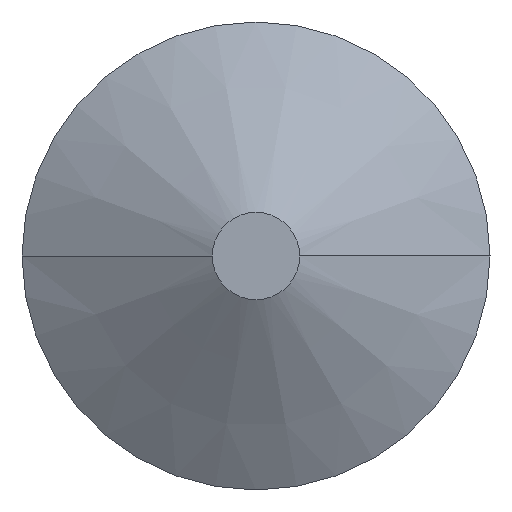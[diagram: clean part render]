
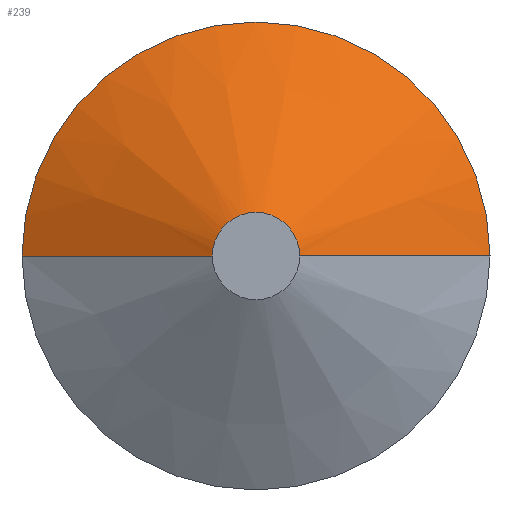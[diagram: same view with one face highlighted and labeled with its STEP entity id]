
A CAD part, front view. The second image highlights one B-rep face of the part: STEP entity #239.
In plain terms, the highlighted conical face has half-angle 60 degrees and reference radius 0.889 mm.
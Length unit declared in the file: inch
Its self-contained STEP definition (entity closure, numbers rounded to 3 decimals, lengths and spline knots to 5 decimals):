
#1 = DIRECTION ( 'NONE',  ( 1., 0., 0. ) ) ;
#10 = CARTESIAN_POINT ( 'NONE',  ( 0.1875, 0.08805, 0. ) ) ;
#13 = EDGE_LOOP ( 'NONE', ( #254, #218, #246, #184 ) ) ;
#21 = LINE ( 'NONE', #203, #201 ) ;
#23 = CONICAL_SURFACE ( 'NONE', #139, 0.035, 1.047 ) ;
#35 = EDGE_CURVE ( 'NONE', #143, #121, #230, .T. ) ;
#38 = EDGE_CURVE ( 'NONE', #121, #198, #142, .T. ) ;
#45 = DIRECTION ( 'NONE',  ( 1., 0., 0. ) ) ;
#52 = EDGE_CURVE ( 'NONE', #63, #198, #21, .T. ) ;
#62 = CARTESIAN_POINT ( 'NONE',  ( 0.035, 0., 0. ) ) ;
#63 = VERTEX_POINT ( 'NONE', #95 ) ;
#66 = DIRECTION ( 'NONE',  ( 0.866, 0.5, 0. ) ) ;
#78 = FACE_OUTER_BOUND ( 'NONE', #13, .T. ) ;
#95 = CARTESIAN_POINT ( 'NONE',  ( -0.035, 0., 0. ) ) ;
#115 = CARTESIAN_POINT ( 'NONE',  ( 0., 0.08805, 0. ) ) ;
#121 = VERTEX_POINT ( 'NONE', #10 ) ;
#125 = DIRECTION ( 'NONE',  ( 0., 1., 0. ) ) ;
#137 = CARTESIAN_POINT ( 'NONE',  ( -0.1875, 0.08805, 0. ) ) ;
#139 = AXIS2_PLACEMENT_3D ( 'NONE', #259, #125, #213 ) ;
#142 = CIRCLE ( 'NONE', #217, 0.1875 ) ;
#143 = VERTEX_POINT ( 'NONE', #62 ) ;
#170 = AXIS2_PLACEMENT_3D ( 'NONE', #186, #212, #45 ) ;
#182 = CARTESIAN_POINT ( 'NONE',  ( 0.035, 0., 0. ) ) ;
#184 = ORIENTED_EDGE ( 'NONE', *, *, #52, .F. ) ;
#186 = CARTESIAN_POINT ( 'NONE',  ( 0., 0., 0. ) ) ;
#198 = VERTEX_POINT ( 'NONE', #137 ) ;
#201 = VECTOR ( 'NONE', #302, 39.37008 ) ;
#203 = CARTESIAN_POINT ( 'NONE',  ( -0.035, 0., 0. ) ) ;
#211 = DIRECTION ( 'NONE',  ( 0., -1., 0. ) ) ;
#212 = DIRECTION ( 'NONE',  ( 0., -1., 0. ) ) ;
#213 = DIRECTION ( 'NONE',  ( -1., 0., 0. ) ) ;
#217 = AXIS2_PLACEMENT_3D ( 'NONE', #115, #211, #1 ) ;
#218 = ORIENTED_EDGE ( 'NONE', *, *, #35, .T. ) ;
#230 = LINE ( 'NONE', #182, #276 ) ;
#232 = CIRCLE ( 'NONE', #170, 0.035 ) ;
#239 = ADVANCED_FACE ( 'NONE', ( #78 ), #23, .T. ) ;
#246 = ORIENTED_EDGE ( 'NONE', *, *, #38, .T. ) ;
#254 = ORIENTED_EDGE ( 'NONE', *, *, #272, .F. ) ;
#259 = CARTESIAN_POINT ( 'NONE',  ( 0., 0., 0. ) ) ;
#272 = EDGE_CURVE ( 'NONE', #143, #63, #232, .T. ) ;
#276 = VECTOR ( 'NONE', #66, 39.37008 ) ;
#302 = DIRECTION ( 'NONE',  ( -0.866, 0.5, 0. ) ) ;
